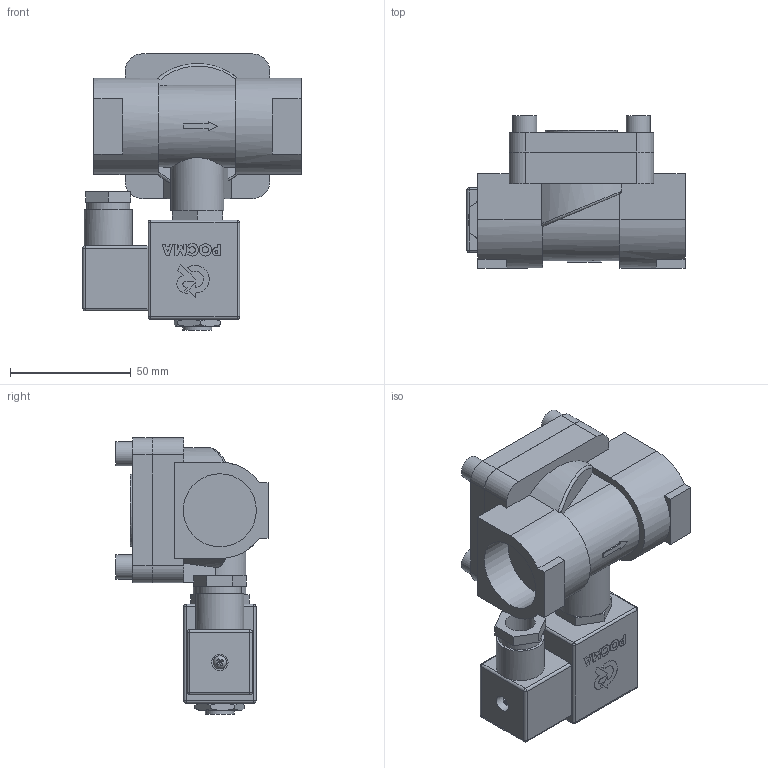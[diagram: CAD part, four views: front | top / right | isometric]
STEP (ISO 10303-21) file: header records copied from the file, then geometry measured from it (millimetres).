
FILE_DESCRIPTION(/* description */ ('СК-11-25-ВД'),/* implementation_level */ '2;1');
FILE_NAME(/* name */ 'СК-11-25-ВД.stp',/* time_stamp */ '2023-03-10T12:46:10+03:00',/* author */ ('Tech'),/* organization */ (''),/* preprocessor_version */ 'ST-DEVELOPER v18.1',/* originating_system */ 'Autodesk Inventor 2021',/* authorisation */ '');
FILE_SCHEMA (('AUTOMOTIVE_DESIGN { 1 0 10303 214 3 1 1 }'));
Length unit declared in the file: millimetre
Products named in the file (1): СК-11-25-ВД
Bounding box: 90.5 x 63.1 x 114.5 mm (x, y, z)
Volume: 202362.3 mm3; surface area: 52566.6 mm2
Topology: 3 solids, 3 shells, 361 faces, 909 edges, 591 vertices
Faces by surface type: plane 237, cylinder 90, cone 16, sphere 13, bspline 3, torus 2
Full cylindrical faces by diameter (mm): 2.584 x1, 3 x2, 4.5 x1, 5.115 x1, 5.5 x2, 6.8 x1, 10 x5, 10.106 x1, 12 x2, 12.3 x1, 13 x1, 16.5 x2, 16.7 x1, 18 x1, 20 x1, 22 x1, 30 x1, 30.291 x2
Entity records: 11166 total; most frequent: CARTESIAN_POINT 2276, DIRECTION 1847, ORIENTED_EDGE 1816, EDGE_CURVE 908, AXIS2_PLACEMENT_3D 637, VERTEX_POINT 591, LINE 573, VECTOR 573
